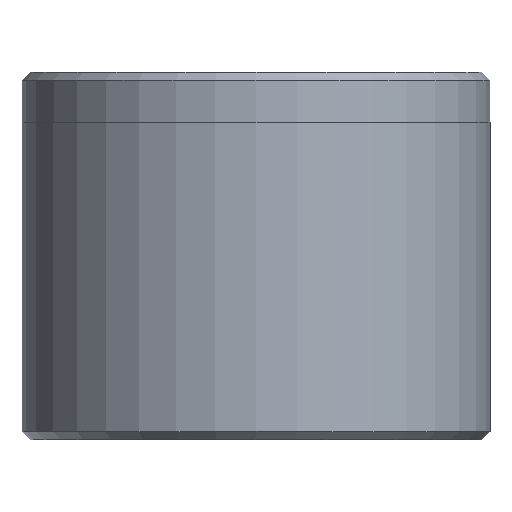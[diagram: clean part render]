
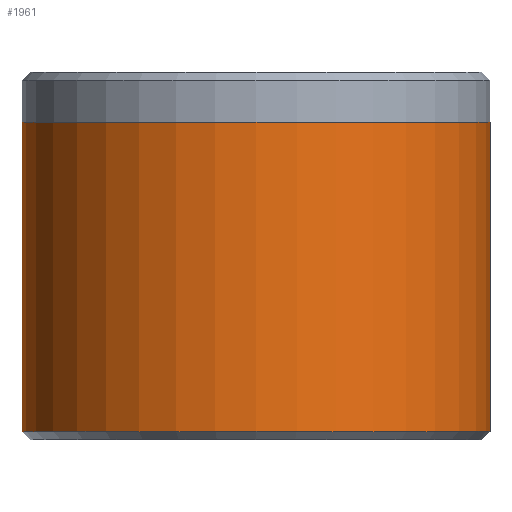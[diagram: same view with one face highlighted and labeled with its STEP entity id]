
A CAD part, front view. The second image highlights one B-rep face of the part: STEP entity #1961.
In plain terms, the highlighted cylindrical face has radius 14 mm (diameter 28 mm), a partial arc.
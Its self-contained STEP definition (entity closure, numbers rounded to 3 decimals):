
#190 = VERTEX_POINT ( 'NONE', #1576 ) ;
#212 = CARTESIAN_POINT ( 'NONE',  ( -14., 0., 0.5 ) ) ;
#353 = DIRECTION ( 'NONE',  ( 0., 0., -1. ) ) ;
#421 = VECTOR ( 'NONE', #353, 1000. ) ;
#425 = EDGE_CURVE ( 'NONE', #1488, #821, #1987, .T. ) ;
#570 = CYLINDRICAL_SURFACE ( 'NONE', #1064, 14. ) ;
#665 = VECTOR ( 'NONE', #1605, 1000. ) ;
#671 = CARTESIAN_POINT ( 'NONE',  ( -14., 0., 22. ) ) ;
#736 = CARTESIAN_POINT ( 'NONE',  ( 0., 0., 0.5 ) ) ;
#743 = DIRECTION ( 'NONE',  ( 0., 0., 1. ) ) ;
#764 = DIRECTION ( 'NONE',  ( 1., 0., 0. ) ) ;
#818 = ORIENTED_EDGE ( 'NONE', *, *, #1241, .T. ) ;
#821 = VERTEX_POINT ( 'NONE', #1937 ) ;
#823 = EDGE_LOOP ( 'NONE', ( #1231, #1041, #818, #1761 ) ) ;
#828 = DIRECTION ( 'NONE',  ( -1., 0., 0. ) ) ;
#840 = VERTEX_POINT ( 'NONE', #1943 ) ;
#858 = LINE ( 'NONE', #671, #421 ) ;
#886 = CARTESIAN_POINT ( 'NONE',  ( 0., 0., 19. ) ) ;
#898 = LINE ( 'NONE', #1334, #665 ) ;
#905 = DIRECTION ( 'NONE',  ( 0., 0., 1. ) ) ;
#916 = DIRECTION ( 'NONE',  ( 1., 0., 0. ) ) ;
#921 = EDGE_CURVE ( 'NONE', #190, #821, #898, .T. ) ;
#1041 = ORIENTED_EDGE ( 'NONE', *, *, #1907, .F. ) ;
#1064 = AXIS2_PLACEMENT_3D ( 'NONE', #1139, #1783, #828 ) ;
#1139 = CARTESIAN_POINT ( 'NONE',  ( 0., 0., 22. ) ) ;
#1231 = ORIENTED_EDGE ( 'NONE', *, *, #921, .F. ) ;
#1241 = EDGE_CURVE ( 'NONE', #840, #1488, #858, .T. ) ;
#1275 = AXIS2_PLACEMENT_3D ( 'NONE', #886, #905, #916 ) ;
#1334 = CARTESIAN_POINT ( 'NONE',  ( 14., 0., 22. ) ) ;
#1488 = VERTEX_POINT ( 'NONE', #212 ) ;
#1493 = FACE_OUTER_BOUND ( 'NONE', #823, .T. ) ;
#1576 = CARTESIAN_POINT ( 'NONE',  ( 14., 0., 19. ) ) ;
#1605 = DIRECTION ( 'NONE',  ( 0., 0., -1. ) ) ;
#1761 = ORIENTED_EDGE ( 'NONE', *, *, #425, .T. ) ;
#1783 = DIRECTION ( 'NONE',  ( 0., 0., -1. ) ) ;
#1839 = CIRCLE ( 'NONE', #1275, 14. ) ;
#1907 = EDGE_CURVE ( 'NONE', #840, #190, #1839, .T. ) ;
#1937 = CARTESIAN_POINT ( 'NONE',  ( 14., 0., 0.5 ) ) ;
#1943 = CARTESIAN_POINT ( 'NONE',  ( -14., 0., 19. ) ) ;
#1961 = ADVANCED_FACE ( 'NONE', ( #1493 ), #570, .T. ) ;
#1987 = CIRCLE ( 'NONE', #2002, 14. ) ;
#2002 = AXIS2_PLACEMENT_3D ( 'NONE', #736, #743, #764 ) ;
